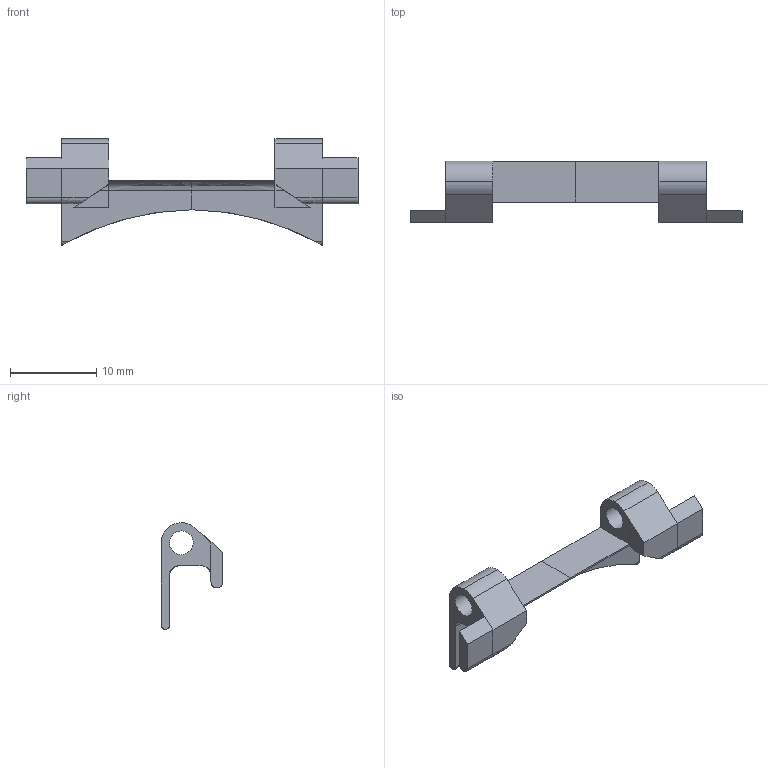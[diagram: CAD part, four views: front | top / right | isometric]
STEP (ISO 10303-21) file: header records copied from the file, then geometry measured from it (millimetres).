
FILE_DESCRIPTION(('FreeCAD Model'),'2;1');
FILE_NAME('Open CASCADE Shape Model','2025-04-27T16:42:56',('FreeCAD'),( 'FreeCAD'),'Open CASCADE STEP processor 7.6','FreeCAD','Unknown');
FILE_SCHEMA(('AUTOMOTIVE_DESIGN { 1 0 10303 214 1 1 1 1 }'));
Length unit declared in the file: millimetre
Products named in the file (1): Open CASCADE STEP translator 7.6 1
Bounding box: 38.42 x 7.14 x 12.35 mm (x, y, z)
Volume: 478.7 mm3; surface area: 1031.1 mm2
Topology: 2 solids, 2 shells, 64 faces, 160 edges, 100 vertices
Faces by surface type: bspline 64
Entity records: 1828 total; most frequent: CARTESIAN_POINT 865, ORIENTED_EDGE 320, EDGE_CURVE 160, B_SPLINE_CURVE_WITH_KNOTS 120, VERTEX_POINT 100, FACE_BOUND 68, EDGE_LOOP 68, ADVANCED_FACE 64
